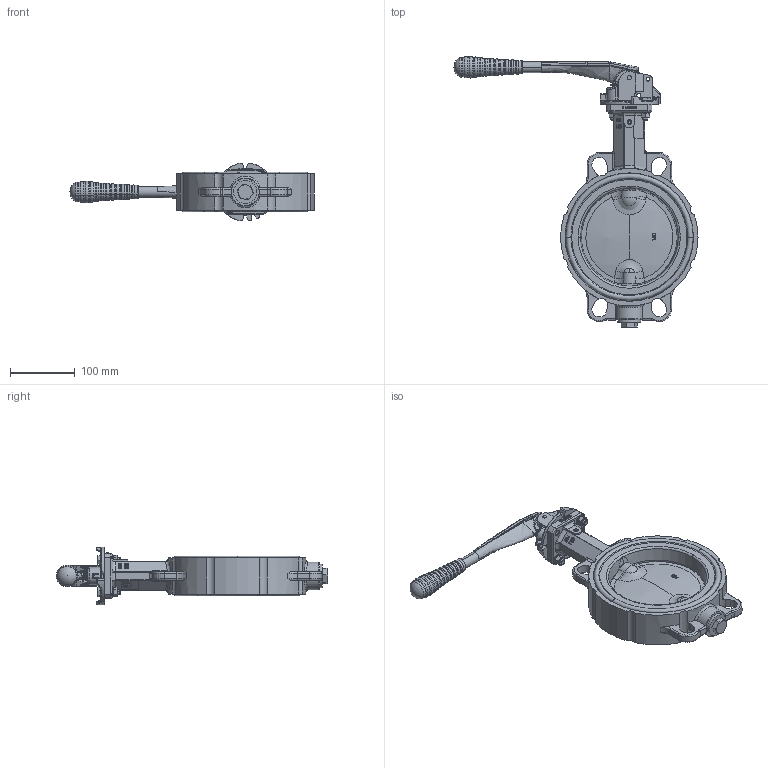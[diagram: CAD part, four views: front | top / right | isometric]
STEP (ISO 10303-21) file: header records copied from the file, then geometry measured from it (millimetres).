
FILE_DESCRIPTION (( 'STEP AP203' ), '1' );
FILE_NAME ('AK01_DN150_Handhebel.STEP', '2022-10-06T09:12:45', ( '' ), ( '' ), 'SwSTEP 2.0', 'SolidWorks 2021', '' );
FILE_SCHEMA (( 'CONFIG_CONTROL_DESIGN' ));
Length unit declared in the file: metre
Products named in the file (15): P125KOMPLET_1_4; P125KOMPLET_1_8; AK01_Handhebel DN150-bis-DN200; AK01_DN150_OH; P125KOMPLET_1_3; P125KOMPLET_1_10; P125KOMPLET_1_5; P125KOMPLET_1_6; P125KOMPLET_1_9; P125KOMPLET_1_11; P125KOMPLET_1_7; P125KOMPLET_1; AK01_DN150_Handhebel; P125KOMPLET_1_12; P125KOMPLET_1_2
Assembly tree (14 placements, depth 3):
  AK01_DN150_Handhebel
    AK01_Handhebel DN150-bis-DN200
      P125KOMPLET_1_11
      P125KOMPLET_1_2
      P125KOMPLET_1_10
      P125KOMPLET_1
      P125KOMPLET_1_8
      P125KOMPLET_1_12
      P125KOMPLET_1_7
      P125KOMPLET_1_4
      P125KOMPLET_1_3
      P125KOMPLET_1_9
      P125KOMPLET_1_5
      P125KOMPLET_1_6
    AK01_DN150_OH
Bounding box: 376.29 x 418.25 x 89.18 mm (x, y, z)
Volume: 1665939.5 mm3; surface area: 249353.6 mm2
Topology: 13 solids, 16 shells, 1669 faces, 4261 edges, 2675 vertices
Faces by surface type: plane 523, bspline 434, cylinder 376, torus 206, cone 104, sphere 26
Entity records: 85077 total; most frequent: CARTESIAN_POINT 46249, ORIENTED_EDGE 8482, DIRECTION 6692, EDGE_CURVE 4241, VERTEX_POINT 2673, AXIS2_PLACEMENT_3D 2494, EDGE_LOOP 1786, LINE 1704
